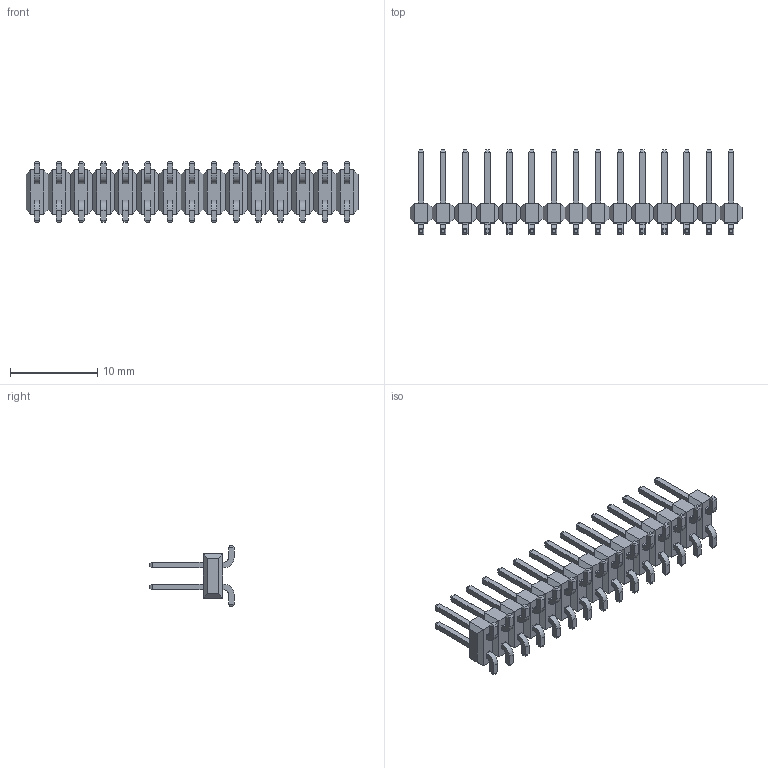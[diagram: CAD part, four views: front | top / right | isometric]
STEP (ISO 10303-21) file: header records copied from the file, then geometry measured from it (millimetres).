
FILE_DESCRIPTION((''),'2;1');
FILE_NAME('015910300','2016-12-20T',('ghp'),(''),'PRO/ENGINEER BY PARAMETRIC TECHNOLOGY CORPORATION, 2012310','PRO/ENGINEER BY PARAMETRIC TECHNOLOGY CORPORATION, 2012310','');
FILE_SCHEMA(('CONFIG_CONTROL_DESIGN'));
Length unit declared in the file: inch
Products named in the file (1): 015910300
Bounding box: 38.1 x 9.65 x 6.99 mm (x, y, z)
Volume: 496.4 mm3; surface area: 1280.7 mm2
Topology: 1 solids, 1 shells, 842 faces, 2044 edges, 1264 vertices
Faces by surface type: plane 782, cylinder 60
Entity records: 23539 total; most frequent: CARTESIAN_POINT 4031, DIRECTION 3850, ORIENTED_EDGE 3848, VECTOR 1924, LINE 1924, EDGE_CURVE 1924, VERTEX_POINT 1144, AXIS2_PLACEMENT_3D 963
